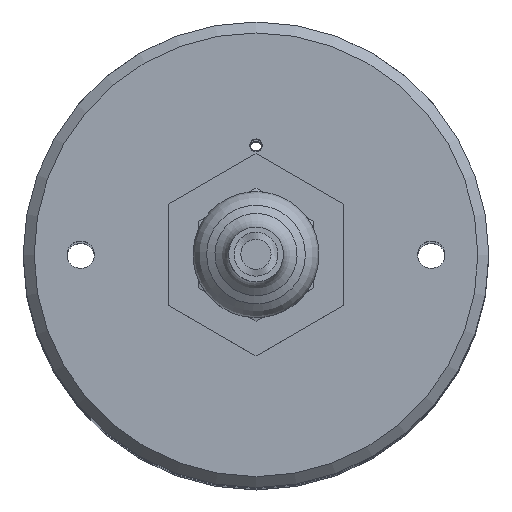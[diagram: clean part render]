
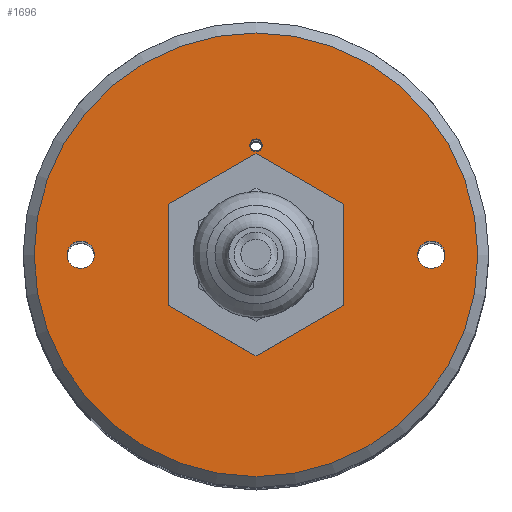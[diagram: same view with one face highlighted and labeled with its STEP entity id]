
A CAD part, top view. The second image highlights one B-rep face of the part: STEP entity #1696.
In plain terms, the highlighted planar face has unit normal (0, 0, 1).
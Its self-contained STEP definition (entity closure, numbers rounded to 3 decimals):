
#36 = EDGE_LOOP ( 'NONE', ( #2167 ) ) ;
#71 = DIRECTION ( 'NONE',  ( 1., 0., 0. ) ) ;
#162 = DIRECTION ( 'NONE',  ( 1., 0., 0. ) ) ;
#171 = EDGE_LOOP ( 'NONE', ( #2275 ) ) ;
#269 = DIRECTION ( 'NONE',  ( 0., 0., -1. ) ) ;
#330 = AXIS2_PLACEMENT_3D ( 'NONE', #2185, #269, #1325 ) ;
#346 = PLANE ( 'NONE',  #1473 ) ;
#446 = ORIENTED_EDGE ( 'NONE', *, *, #1249, .T. ) ;
#467 = CARTESIAN_POINT ( 'NONE',  ( 32., 0., 0. ) ) ;
#652 = DIRECTION ( 'NONE',  ( 1., 0., 0. ) ) ;
#664 = VERTEX_POINT ( 'NONE', #1039 ) ;
#727 = CIRCLE ( 'NONE', #1314, 40.5 ) ;
#747 = AXIS2_PLACEMENT_3D ( 'NONE', #467, #1706, #652 ) ;
#784 = DIRECTION ( 'NONE',  ( 0., 0., 1. ) ) ;
#796 = EDGE_LOOP ( 'NONE', ( #1558 ) ) ;
#857 = EDGE_LOOP ( 'NONE', ( #446 ) ) ;
#951 = CARTESIAN_POINT ( 'NONE',  ( 0., 0., 0. ) ) ;
#1021 = EDGE_LOOP ( 'NONE', ( #1960 ) ) ;
#1039 = CARTESIAN_POINT ( 'NONE',  ( 34.5, 0., 0. ) ) ;
#1123 = DIRECTION ( 'NONE',  ( 1., 0., 0. ) ) ;
#1215 = CARTESIAN_POINT ( 'NONE',  ( 40.5, 0., 0. ) ) ;
#1249 = EDGE_CURVE ( 'NONE', #2030, #2030, #1373, .T. ) ;
#1277 = DIRECTION ( 'NONE',  ( 0., 0., 1. ) ) ;
#1314 = AXIS2_PLACEMENT_3D ( 'NONE', #951, #784, #2051 ) ;
#1325 = DIRECTION ( 'NONE',  ( 1., 0., 0. ) ) ;
#1373 = CIRCLE ( 'NONE', #330, 1.15 ) ;
#1412 = CIRCLE ( 'NONE', #2202, 14.25 ) ;
#1472 = CARTESIAN_POINT ( 'NONE',  ( 0., 0., 0. ) ) ;
#1473 = AXIS2_PLACEMENT_3D ( 'NONE', #1472, #1277, #1123 ) ;
#1514 = EDGE_CURVE ( 'NONE', #2021, #2021, #1412, .T. ) ;
#1558 = ORIENTED_EDGE ( 'NONE', *, *, #2183, .F. ) ;
#1658 = CIRCLE ( 'NONE', #1709, 2.5 ) ;
#1696 = ADVANCED_FACE ( 'NONE', ( #1705, #1756, #1759, #1789, #1750 ), #346, .T. ) ;
#1705 = FACE_BOUND ( 'NONE', #796, .T. ) ;
#1706 = DIRECTION ( 'NONE',  ( 0., 0., 1. ) ) ;
#1709 = AXIS2_PLACEMENT_3D ( 'NONE', #2174, #2003, #71 ) ;
#1740 = CARTESIAN_POINT ( 'NONE',  ( 1.15, 20., 0. ) ) ;
#1745 = EDGE_CURVE ( 'NONE', #2043, #2043, #1658, .T. ) ;
#1750 = FACE_BOUND ( 'NONE', #171, .T. ) ;
#1756 = FACE_BOUND ( 'NONE', #1021, .T. ) ;
#1757 = EDGE_CURVE ( 'NONE', #2040, #2040, #727, .T. ) ;
#1759 = FACE_BOUND ( 'NONE', #857, .T. ) ;
#1789 = FACE_OUTER_BOUND ( 'NONE', #36, .T. ) ;
#1925 = CARTESIAN_POINT ( 'NONE',  ( 0., 0., 0. ) ) ;
#1960 = ORIENTED_EDGE ( 'NONE', *, *, #1745, .F. ) ;
#2003 = DIRECTION ( 'NONE',  ( 0., 0., 1. ) ) ;
#2021 = VERTEX_POINT ( 'NONE', #2081 ) ;
#2030 = VERTEX_POINT ( 'NONE', #1740 ) ;
#2040 = VERTEX_POINT ( 'NONE', #1215 ) ;
#2042 = CIRCLE ( 'NONE', #747, 2.5 ) ;
#2043 = VERTEX_POINT ( 'NONE', #2247 ) ;
#2051 = DIRECTION ( 'NONE',  ( 1., 0., 0. ) ) ;
#2081 = CARTESIAN_POINT ( 'NONE',  ( 14.25, 0., 0. ) ) ;
#2167 = ORIENTED_EDGE ( 'NONE', *, *, #1757, .T. ) ;
#2174 = CARTESIAN_POINT ( 'NONE',  ( -32., 0., 0. ) ) ;
#2183 = EDGE_CURVE ( 'NONE', #664, #664, #2042, .T. ) ;
#2185 = CARTESIAN_POINT ( 'NONE',  ( 0., 20., 0. ) ) ;
#2202 = AXIS2_PLACEMENT_3D ( 'NONE', #1925, #2283, #162 ) ;
#2247 = CARTESIAN_POINT ( 'NONE',  ( -29.5, 0., 0. ) ) ;
#2275 = ORIENTED_EDGE ( 'NONE', *, *, #1514, .T. ) ;
#2283 = DIRECTION ( 'NONE',  ( 0., 0., -1. ) ) ;
